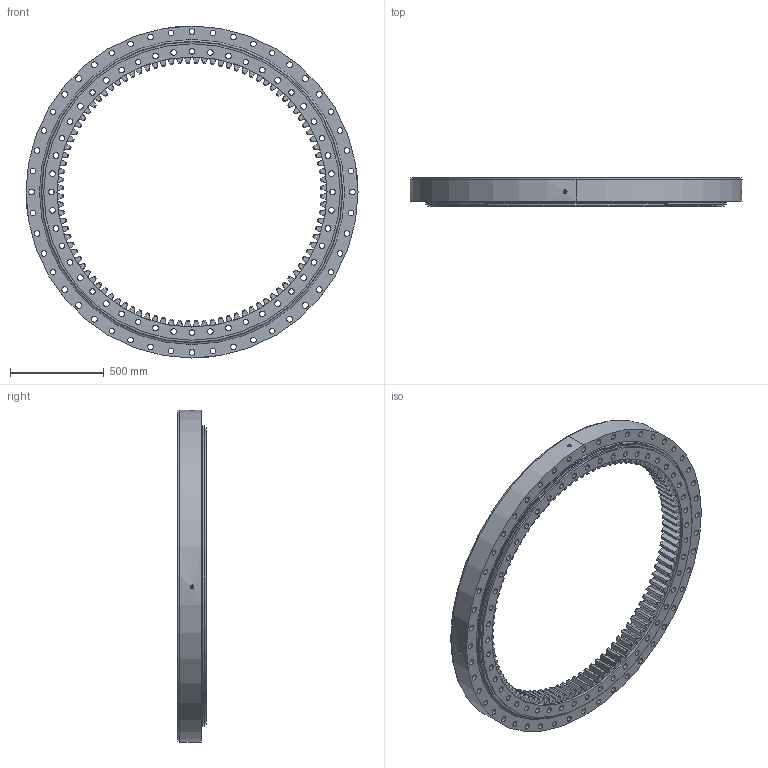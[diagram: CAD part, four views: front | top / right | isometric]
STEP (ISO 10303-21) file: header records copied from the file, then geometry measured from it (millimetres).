
FILE_DESCRIPTION (( 'STEP AP203' ), '1' );
FILE_NAME ('07-1606-02.STEP', '2017-12-27T12:14:44', ( 'defontaine' ), ( 'Hewlett-Packard Company' ), 'SwSTEP 2.0', 'SolidWorks 2016', '' );
FILE_SCHEMA (( 'CONFIG_CONTROL_DESIGN' ));
Length unit declared in the file: millimetre
Products named in the file (1): 07-1606-02
Bounding box: 1770 x 150 x 1770 mm (x, y, z)
Volume: 94569905.6 mm3; surface area: 6432489.2 mm2
Topology: 5 solids, 5 shells, 893 faces, 2600 edges, 1724 vertices
Faces by surface type: cylinder 431, plane 221, cone 216, torus 25
Entity records: 31476 total; most frequent: CARTESIAN_POINT 7122, ORIENTED_EDGE 5200, DIRECTION 5077, EDGE_CURVE 2600, AXIS2_PLACEMENT_3D 2015, VERTEX_POINT 1724, CIRCLE 1121, EDGE_LOOP 1108
